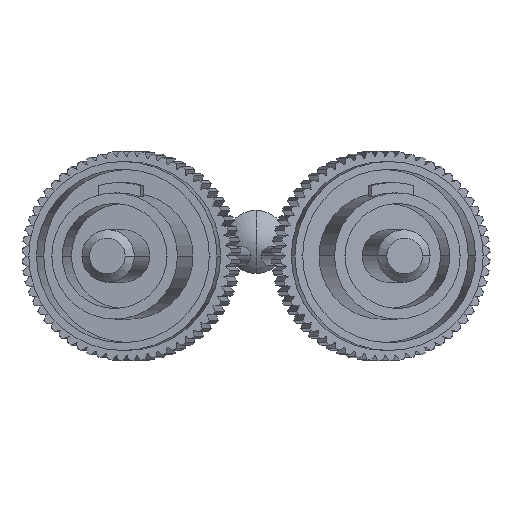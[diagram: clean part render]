
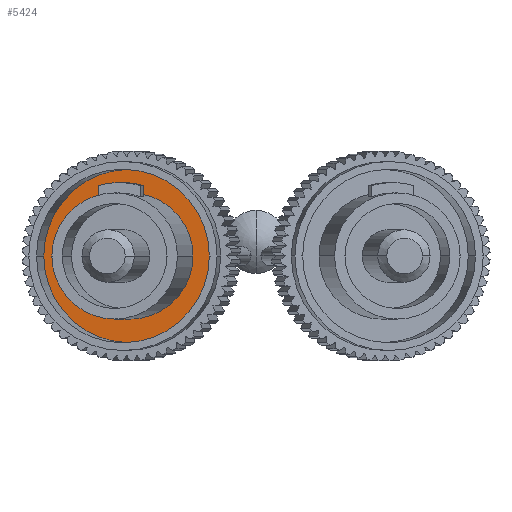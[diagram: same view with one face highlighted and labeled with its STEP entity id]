
A CAD part, left-side view. The second image highlights one B-rep face of the part: STEP entity #5424.
In plain terms, the highlighted face is planar.
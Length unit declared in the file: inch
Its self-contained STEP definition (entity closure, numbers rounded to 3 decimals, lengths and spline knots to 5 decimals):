
#13 = DIRECTION ( 'NONE',  ( 1., 0., 0. ) ) ;
#258 = CARTESIAN_POINT ( 'NONE',  ( -0.16258, 0., 1.63386 ) ) ;
#629 = CARTESIAN_POINT ( 'NONE',  ( 0., 0., 1.63386 ) ) ;
#915 = CARTESIAN_POINT ( 'NONE',  ( 0., 0., 1.63386 ) ) ;
#1698 = DIRECTION ( 'NONE',  ( 1., 0., 0. ) ) ;
#1703 = ORIENTED_EDGE ( 'NONE', *, *, #5127, .T. ) ;
#1732 = EDGE_CURVE ( 'NONE', #5098, #7405, #6422, .T. ) ;
#1735 = PLANE ( 'NONE',  #3895 ) ;
#1776 = CARTESIAN_POINT ( 'NONE',  ( 0., 0., 1.63386 ) ) ;
#1927 = AXIS2_PLACEMENT_3D ( 'NONE', #915, #3833, #5694 ) ;
#2284 = ORIENTED_EDGE ( 'NONE', *, *, #1732, .T. ) ;
#2350 = DIRECTION ( 'NONE',  ( 0., 0., 1. ) ) ;
#2415 = FACE_OUTER_BOUND ( 'NONE', #2532, .T. ) ;
#2532 = EDGE_LOOP ( 'NONE', ( #2284, #1703 ) ) ;
#2798 = CARTESIAN_POINT ( 'NONE',  ( -0.11811, 0., 1.63386 ) ) ;
#2801 = CARTESIAN_POINT ( 'NONE',  ( 0., 0., 1.63386 ) ) ;
#2937 = VERTEX_POINT ( 'NONE', #2798 ) ;
#3132 = CIRCLE ( 'NONE', #5407, 0.16258 ) ;
#3381 = CARTESIAN_POINT ( 'NONE',  ( 0., 0., 1.63386 ) ) ;
#3401 = AXIS2_PLACEMENT_3D ( 'NONE', #2801, #7097, #6493 ) ;
#3404 = AXIS2_PLACEMENT_3D ( 'NONE', #3381, #7625, #5753 ) ;
#3833 = DIRECTION ( 'NONE',  ( 0., 0., 1. ) ) ;
#3895 = AXIS2_PLACEMENT_3D ( 'NONE', #1776, #7145, #1698 ) ;
#4120 = EDGE_CURVE ( 'NONE', #2937, #6415, #7205, .T. ) ;
#4149 = ORIENTED_EDGE ( 'NONE', *, *, #7662, .F. ) ;
#5098 = VERTEX_POINT ( 'NONE', #6675 ) ;
#5127 = EDGE_CURVE ( 'NONE', #7405, #5098, #3132, .T. ) ;
#5407 = AXIS2_PLACEMENT_3D ( 'NONE', #629, #2350, #13 ) ;
#5424 = ADVANCED_FACE ( 'NONE', ( #7809, #2415 ), #1735, .T. ) ;
#5694 = DIRECTION ( 'NONE',  ( 1., 0., 0. ) ) ;
#5753 = DIRECTION ( 'NONE',  ( 1., 0., 0. ) ) ;
#6096 = EDGE_LOOP ( 'NONE', ( #7053, #4149 ) ) ;
#6415 = VERTEX_POINT ( 'NONE', #7292 ) ;
#6422 = CIRCLE ( 'NONE', #3404, 0.16258 ) ;
#6493 = DIRECTION ( 'NONE',  ( 1., 0., 0. ) ) ;
#6675 = CARTESIAN_POINT ( 'NONE',  ( 0.16258, 0., 1.63386 ) ) ;
#7053 = ORIENTED_EDGE ( 'NONE', *, *, #4120, .F. ) ;
#7097 = DIRECTION ( 'NONE',  ( 0., 0., 1. ) ) ;
#7145 = DIRECTION ( 'NONE',  ( 0., 0., 1. ) ) ;
#7205 = CIRCLE ( 'NONE', #3401, 0.11811 ) ;
#7292 = CARTESIAN_POINT ( 'NONE',  ( 0.11811, 0., 1.63386 ) ) ;
#7405 = VERTEX_POINT ( 'NONE', #258 ) ;
#7625 = DIRECTION ( 'NONE',  ( 0., 0., 1. ) ) ;
#7662 = EDGE_CURVE ( 'NONE', #6415, #2937, #7749, .T. ) ;
#7749 = CIRCLE ( 'NONE', #1927, 0.11811 ) ;
#7809 = FACE_BOUND ( 'NONE', #6096, .T. ) ;
